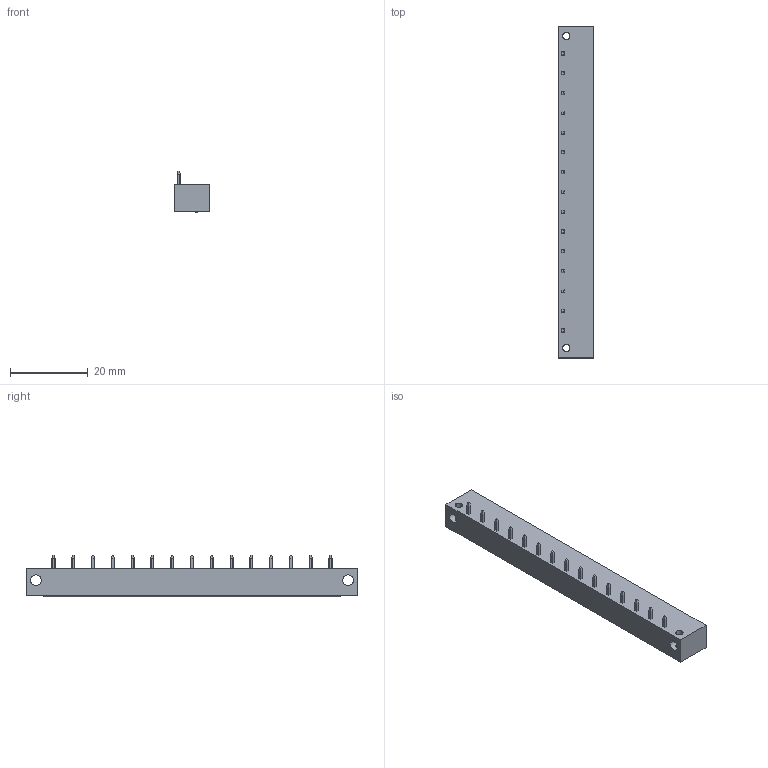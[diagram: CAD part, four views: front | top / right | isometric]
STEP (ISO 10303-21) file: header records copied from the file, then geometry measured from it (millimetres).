
FILE_DESCRIPTION((''),'2;1');
FILE_NAME('TLPHW-313R-XXP','2024-10-30T13:14:18',('sheji'),(''),'CREO PARAMETRIC BY PTC INC, 2018100','CREO PARAMETRIC BY PTC INC, 2018100','');
FILE_SCHEMA(('CONFIG_CONTROL_DESIGN'));
Length unit declared in the file: millimetre
Products named in the file (1): TLPHW-313R-XXP
Bounding box: 9.2 x 85.22 x 10.65 mm (x, y, z)
Volume: 3769.2 mm3; surface area: 5746.5 mm2
Topology: 1 solids, 1 shells, 876 faces, 2281 edges, 1468 vertices
Faces by surface type: plane 679, cylinder 148, cone 49
Entity records: 26703 total; most frequent: CARTESIAN_POINT 5534, ORIENTED_EDGE 4562, DIRECTION 4002, EDGE_CURVE 2281, VECTOR 1756, LINE 1756, VERTEX_POINT 1468, AXIS2_PLACEMENT_3D 1123
